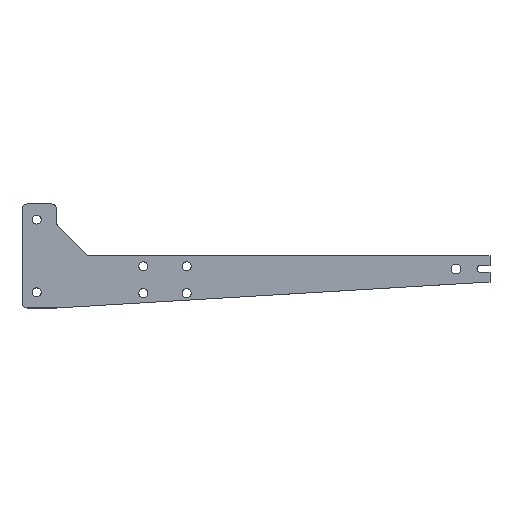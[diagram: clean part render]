
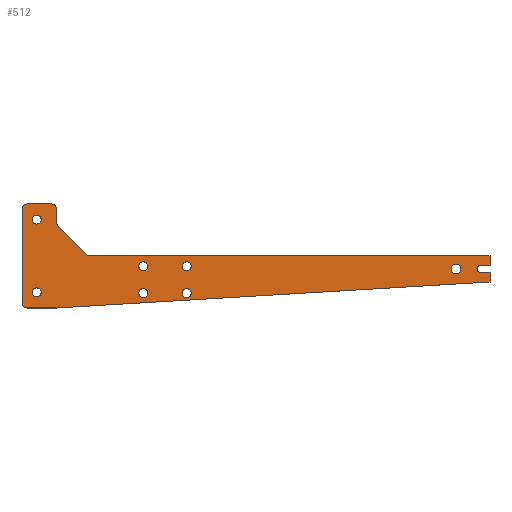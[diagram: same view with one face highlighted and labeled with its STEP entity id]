
A CAD part, top view. The second image highlights one B-rep face of the part: STEP entity #512.
In plain terms, the highlighted planar face has unit normal (0, 0, 1).
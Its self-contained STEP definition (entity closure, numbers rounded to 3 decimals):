
#84=CARTESIAN_POINT('',(10.,18.828,2.0));
#85=VERTEX_POINT('',#84);
#92=CARTESIAN_POINT('',(10.586,17.414,2.0));
#93=VERTEX_POINT('',#92);
#94=CARTESIAN_POINT('',(12.,18.828,2.0));
#95=DIRECTION('',(0.0,0.0,1.0));
#96=DIRECTION('',(-0.924,-0.383,0.0));
#97=AXIS2_PLACEMENT_3D('',#94,#95,#96);
#98=CIRCLE('',#97,2.0);
#99=EDGE_CURVE('',#85,#93,#98,.T.);
#124=CARTESIAN_POINT('',(10.,27.,2.0));
#125=VERTEX_POINT('',#124);
#132=CARTESIAN_POINT('',(10.,27.,2.0));
#133=DIRECTION('',(0.0,-1.0,0.0));
#134=VECTOR('',#133,8.172);
#135=LINE('',#132,#134);
#136=EDGE_CURVE('',#125,#85,#135,.T.);
#146=CARTESIAN_POINT('',(27.414,0.586,2.0));
#147=VERTEX_POINT('',#146);
#148=CARTESIAN_POINT('',(28.828,0.,2.0));
#149=VERTEX_POINT('',#148);
#150=CARTESIAN_POINT('',(28.828,2.,2.0));
#151=DIRECTION('',(0.0,0.0,1.0));
#152=DIRECTION('',(-0.383,-0.924,0.0));
#153=AXIS2_PLACEMENT_3D('',#150,#151,#152);
#154=CIRCLE('',#153,2.0);
#155=EDGE_CURVE('',#147,#149,#154,.T.);
#189=CARTESIAN_POINT('',(260.0,0.,2.0));
#190=VERTEX_POINT('',#189);
#191=CARTESIAN_POINT('',(260.0,0.,2.0));
#192=DIRECTION('',(-1.0,0.0,0.0));
#193=VECTOR('',#192,231.172);
#194=LINE('',#191,#193);
#195=EDGE_CURVE('',#190,#149,#194,.T.);
#220=CARTESIAN_POINT('',(10.586,17.414,2.0));
#221=DIRECTION('',(0.707,-0.707,0.0));
#222=VECTOR('',#221,23.799);
#223=LINE('',#220,#222);
#224=EDGE_CURVE('',#93,#147,#223,.T.);
#241=CARTESIAN_POINT('',(254.5,-9.5,2.0));
#242=VERTEX_POINT('',#241);
#243=CARTESIAN_POINT('',(254.5,-5.5,2.0));
#244=VERTEX_POINT('',#243);
#245=CARTESIAN_POINT('',(254.5,-7.5,2.0));
#246=DIRECTION('',(0.0,0.0,-1.0));
#247=DIRECTION('',(1.0,0.0,0.0));
#248=AXIS2_PLACEMENT_3D('',#245,#246,#247);
#249=CIRCLE('',#248,2.);
#250=EDGE_CURVE('',#242,#244,#249,.T.);
#283=CARTESIAN_POINT('',(260.0,-5.5,2.0));
#284=VERTEX_POINT('',#283);
#285=CARTESIAN_POINT('',(254.5,-5.5,2.0));
#286=DIRECTION('',(1.0,0.0,0.0));
#287=VECTOR('',#286,5.5);
#288=LINE('',#285,#287);
#289=EDGE_CURVE('',#244,#284,#288,.T.);
#314=CARTESIAN_POINT('',(260.0,-9.5,2.0));
#315=VERTEX_POINT('',#314);
#316=CARTESIAN_POINT('',(260.0,-9.5,2.0));
#317=DIRECTION('',(-1.0,0.0,0.0));
#318=VECTOR('',#317,5.5);
#319=LINE('',#316,#318);
#320=EDGE_CURVE('',#315,#242,#319,.T.);
#340=CARTESIAN_POINT('',(0.,0.,2.0));
#341=DIRECTION('',(0.0,0.0,1.0));
#342=DIRECTION('',(1.0,0.0,0.0));
#343=AXIS2_PLACEMENT_3D('',#340,#341,#342);
#344=PLANE('',#343);
#345=ORIENTED_EDGE('',*,*,#320,.T.);
#346=ORIENTED_EDGE('',*,*,#250,.T.);
#347=ORIENTED_EDGE('',*,*,#289,.T.);
#348=CARTESIAN_POINT('',(260.0,-5.5,2.0));
#349=DIRECTION('',(0.0,1.0,0.0));
#350=VECTOR('',#349,5.5);
#351=LINE('',#348,#350);
#352=EDGE_CURVE('',#284,#190,#351,.T.);
#353=ORIENTED_EDGE('',*,*,#352,.T.);
#354=ORIENTED_EDGE('',*,*,#195,.T.);
#355=ORIENTED_EDGE('',*,*,#155,.F.);
#356=ORIENTED_EDGE('',*,*,#224,.F.);
#357=ORIENTED_EDGE('',*,*,#99,.F.);
#358=ORIENTED_EDGE('',*,*,#136,.F.);
#359=CARTESIAN_POINT('',(7.,30.,2.0));
#360=VERTEX_POINT('',#359);
#361=CARTESIAN_POINT('',(7.,27.,2.0));
#362=DIRECTION('',(0.0,0.0,-1.0));
#363=DIRECTION('',(0.707,0.707,0.0));
#364=AXIS2_PLACEMENT_3D('',#361,#362,#363);
#365=CIRCLE('',#364,3.0);
#366=EDGE_CURVE('',#360,#125,#365,.T.);
#367=ORIENTED_EDGE('',*,*,#366,.F.);
#368=CARTESIAN_POINT('',(-7.,30.,2.0));
#369=VERTEX_POINT('',#368);
#370=CARTESIAN_POINT('',(-7.,30.,2.0));
#371=DIRECTION('',(1.0,0.0,0.0));
#372=VECTOR('',#371,14.);
#373=LINE('',#370,#372);
#374=EDGE_CURVE('',#369,#360,#373,.T.);
#375=ORIENTED_EDGE('',*,*,#374,.F.);
#376=CARTESIAN_POINT('',(-10.,27.,2.0));
#377=VERTEX_POINT('',#376);
#378=CARTESIAN_POINT('',(-7.,27.,2.0));
#379=DIRECTION('',(0.0,0.0,-1.0));
#380=DIRECTION('',(-0.707,0.707,0.0));
#381=AXIS2_PLACEMENT_3D('',#378,#379,#380);
#382=CIRCLE('',#381,3.0);
#383=EDGE_CURVE('',#377,#369,#382,.T.);
#384=ORIENTED_EDGE('',*,*,#383,.F.);
#385=CARTESIAN_POINT('',(-10.,-27.0,2.0));
#386=VERTEX_POINT('',#385);
#387=CARTESIAN_POINT('',(-10.,-27.0,2.0));
#388=DIRECTION('',(0.0,1.0,0.0));
#389=VECTOR('',#388,54.0);
#390=LINE('',#387,#389);
#391=EDGE_CURVE('',#386,#377,#390,.T.);
#392=ORIENTED_EDGE('',*,*,#391,.F.);
#393=CARTESIAN_POINT('',(-7.,-30.0,2.0));
#394=VERTEX_POINT('',#393);
#395=CARTESIAN_POINT('',(-7.,-27.0,2.0));
#396=DIRECTION('',(0.0,0.0,-1.0));
#397=DIRECTION('',(-0.707,-0.707,0.0));
#398=AXIS2_PLACEMENT_3D('',#395,#396,#397);
#399=CIRCLE('',#398,3.0);
#400=EDGE_CURVE('',#394,#386,#399,.T.);
#401=ORIENTED_EDGE('',*,*,#400,.F.);
#402=CARTESIAN_POINT('',(9.91,-30.0,2.0));
#403=VERTEX_POINT('',#402);
#404=CARTESIAN_POINT('',(9.91,-30.0,2.0));
#405=DIRECTION('',(-1.0,0.0,0.0));
#406=VECTOR('',#405,16.91);
#407=LINE('',#404,#406);
#408=EDGE_CURVE('',#403,#394,#407,.T.);
#409=ORIENTED_EDGE('',*,*,#408,.F.);
#410=CARTESIAN_POINT('',(10.09,-29.995,2.0));
#411=VERTEX_POINT('',#410);
#412=CARTESIAN_POINT('',(9.91,-27.0,2.0));
#413=DIRECTION('',(0.0,0.0,-1.0));
#414=DIRECTION('',(0.03,-1.,0.0));
#415=AXIS2_PLACEMENT_3D('',#412,#413,#414);
#416=CIRCLE('',#415,3.0);
#417=EDGE_CURVE('',#411,#403,#416,.T.);
#418=ORIENTED_EDGE('',*,*,#417,.F.);
#419=CARTESIAN_POINT('',(260.0,-15.,2.0));
#420=VERTEX_POINT('',#419);
#421=CARTESIAN_POINT('',(10.09,-29.995,2.0));
#422=DIRECTION('',(0.998,0.06,0.0));
#423=VECTOR('',#422,250.36);
#424=LINE('',#421,#423);
#425=EDGE_CURVE('',#411,#420,#424,.T.);
#426=ORIENTED_EDGE('',*,*,#425,.T.);
#427=CARTESIAN_POINT('',(260.0,-15.,2.0));
#428=DIRECTION('',(0.0,1.0,0.0));
#429=VECTOR('',#428,5.5);
#430=LINE('',#427,#429);
#431=EDGE_CURVE('',#420,#315,#430,.T.);
#432=ORIENTED_EDGE('',*,*,#431,.T.);
#433=EDGE_LOOP('',(#345,#346,#347,#353,#354,#355,#356,#357,#358,#367,#375,#384,#392,#401,#409,#418,#426,#432));
#434=FACE_OUTER_BOUND('',#433,.T.);
#435=CARTESIAN_POINT('',(1.075,-21.,2.0));
#436=VERTEX_POINT('',#435);
#437=CARTESIAN_POINT('',(-1.5,-21.,2.0));
#438=DIRECTION('',(0.0,0.0,-1.0));
#439=DIRECTION('',(-1.0,0.0,0.0));
#440=AXIS2_PLACEMENT_3D('',#437,#438,#439);
#441=CIRCLE('',#440,2.575);
#442=EDGE_CURVE('',#436,#436,#441,.T.);
#443=ORIENTED_EDGE('',*,*,#442,.T.);
#444=EDGE_LOOP('',(#443));
#445=FACE_BOUND('',#444,.T.);
#446=CARTESIAN_POINT('',(1.075,21.,2.0));
#447=VERTEX_POINT('',#446);
#448=CARTESIAN_POINT('',(-1.5,21.,2.0));
#449=DIRECTION('',(0.0,0.0,-1.0));
#450=DIRECTION('',(-1.0,0.0,0.0));
#451=AXIS2_PLACEMENT_3D('',#448,#449,#450);
#452=CIRCLE('',#451,2.575);
#453=EDGE_CURVE('',#447,#447,#452,.T.);
#454=ORIENTED_EDGE('',*,*,#453,.T.);
#455=EDGE_LOOP('',(#454));
#456=FACE_BOUND('',#455,.T.);
#457=CARTESIAN_POINT('',(237.636,-7.5,2.0));
#458=VERTEX_POINT('',#457);
#459=CARTESIAN_POINT('',(240.386,-7.5,2.0));
#460=DIRECTION('',(0.0,0.0,-1.0));
#461=DIRECTION('',(1.0,0.0,0.0));
#462=AXIS2_PLACEMENT_3D('',#459,#460,#461);
#463=CIRCLE('',#462,2.75);
#464=EDGE_CURVE('',#458,#458,#463,.T.);
#465=ORIENTED_EDGE('',*,*,#464,.T.);
#466=EDGE_LOOP('',(#465));
#467=FACE_BOUND('',#466,.T.);
#468=CARTESIAN_POINT('',(57.375,-6.,2.0));
#469=VERTEX_POINT('',#468);
#470=CARTESIAN_POINT('',(60.,-6.,2.0));
#471=DIRECTION('',(0.0,0.0,-1.0));
#472=DIRECTION('',(1.0,0.0,0.0));
#473=AXIS2_PLACEMENT_3D('',#470,#471,#472);
#474=CIRCLE('',#473,2.625);
#475=EDGE_CURVE('',#469,#469,#474,.T.);
#476=ORIENTED_EDGE('',*,*,#475,.T.);
#477=EDGE_LOOP('',(#476));
#478=FACE_BOUND('',#477,.T.);
#479=CARTESIAN_POINT('',(57.375,-21.5,2.0));
#480=VERTEX_POINT('',#479);
#481=CARTESIAN_POINT('',(60.,-21.5,2.0));
#482=DIRECTION('',(0.0,0.0,-1.0));
#483=DIRECTION('',(1.0,0.0,0.0));
#484=AXIS2_PLACEMENT_3D('',#481,#482,#483);
#485=CIRCLE('',#484,2.625);
#486=EDGE_CURVE('',#480,#480,#485,.T.);
#487=ORIENTED_EDGE('',*,*,#486,.T.);
#488=EDGE_LOOP('',(#487));
#489=FACE_BOUND('',#488,.T.);
#490=CARTESIAN_POINT('',(82.375,-6.,2.0));
#491=VERTEX_POINT('',#490);
#492=CARTESIAN_POINT('',(85.0,-6.,2.0));
#493=DIRECTION('',(0.0,0.0,-1.0));
#494=DIRECTION('',(1.0,0.0,0.0));
#495=AXIS2_PLACEMENT_3D('',#492,#493,#494);
#496=CIRCLE('',#495,2.625);
#497=EDGE_CURVE('',#491,#491,#496,.T.);
#498=ORIENTED_EDGE('',*,*,#497,.T.);
#499=EDGE_LOOP('',(#498));
#500=FACE_BOUND('',#499,.T.);
#501=CARTESIAN_POINT('',(82.375,-21.5,2.0));
#502=VERTEX_POINT('',#501);
#503=CARTESIAN_POINT('',(85.0,-21.5,2.0));
#504=DIRECTION('',(0.0,0.0,-1.0));
#505=DIRECTION('',(1.0,0.0,0.0));
#506=AXIS2_PLACEMENT_3D('',#503,#504,#505);
#507=CIRCLE('',#506,2.625);
#508=EDGE_CURVE('',#502,#502,#507,.T.);
#509=ORIENTED_EDGE('',*,*,#508,.T.);
#510=EDGE_LOOP('',(#509));
#511=FACE_BOUND('',#510,.T.);
#512=ADVANCED_FACE('',(#434,#445,#456,#467,#478,#489,#500,#511),#344,.T.);
